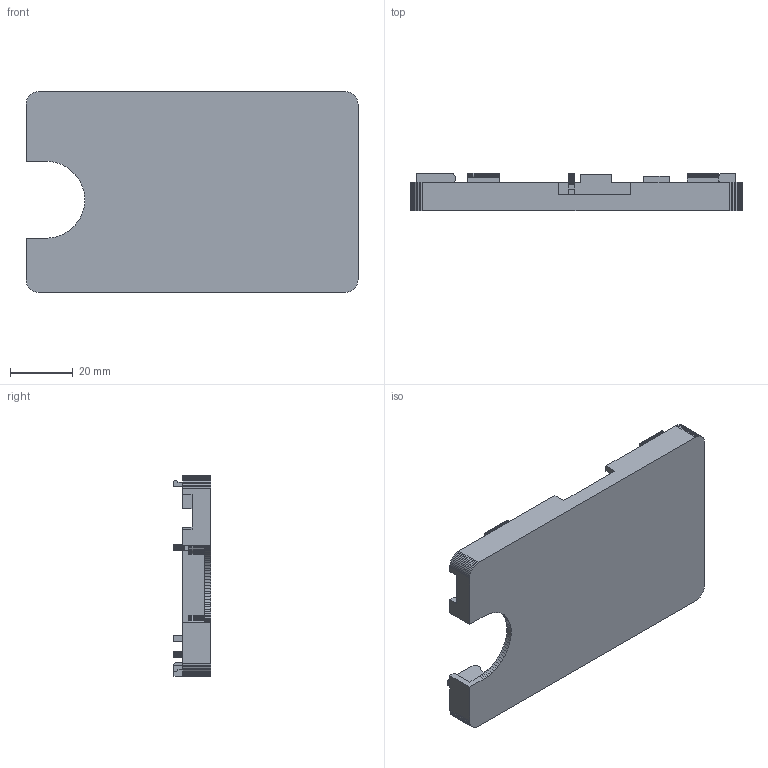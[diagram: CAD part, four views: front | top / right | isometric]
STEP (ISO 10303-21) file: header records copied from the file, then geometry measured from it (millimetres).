
FILE_DESCRIPTION (( 'STEP AP214' ), '1' );
FILE_NAME ('BottomCase_Rev_A.STEP', '2016-05-06T21:26:45', ( 'Aron' ), ( '' ), 'SwSTEP 2.0', 'SolidWorks 2016', '' );
FILE_SCHEMA (( 'AUTOMOTIVE_DESIGN' ));
Length unit declared in the file: millimetre
Products named in the file (1): BottomCase_Rev_A
Bounding box: 106 x 12 x 64 mm (x, y, z)
Volume: 18358.5 mm3; surface area: 18885.9 mm2
Topology: 1 solids, 1 shells, 420 faces, 1227 edges, 811 vertices
Faces by surface type: plane 420
Entity records: 13617 total; most frequent: CARTESIAN_POINT 2459, ORIENTED_EDGE 2454, DIRECTION 2069, VECTOR 1227, EDGE_CURVE 1227, LINE 1227, VERTEX_POINT 811, EDGE_LOOP 422
